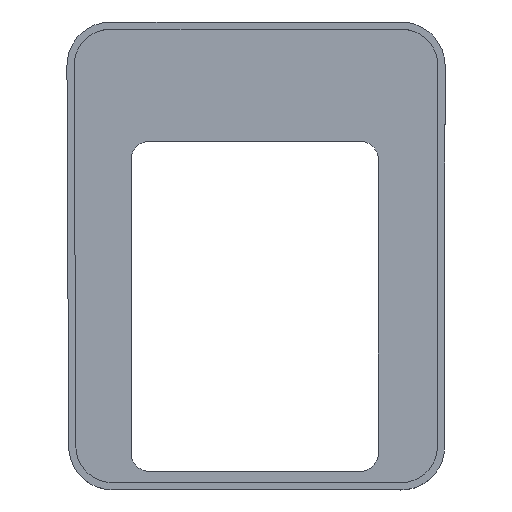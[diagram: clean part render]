
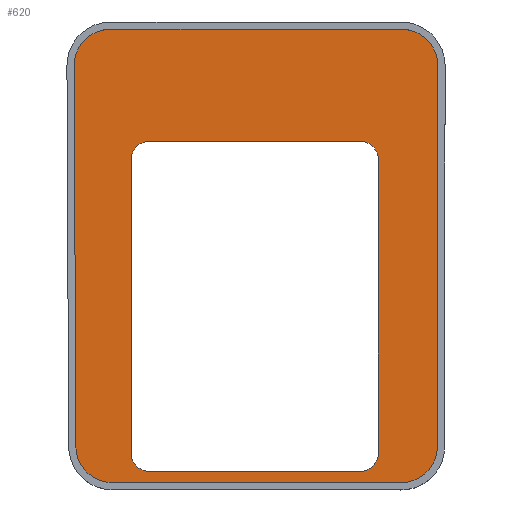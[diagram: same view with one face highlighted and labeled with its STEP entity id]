
A CAD part, top view. The second image highlights one B-rep face of the part: STEP entity #620.
In plain terms, the highlighted planar face has unit normal (0, 0, 1).
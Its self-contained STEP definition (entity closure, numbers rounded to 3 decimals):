
#16=FACE_BOUND('',#103,.T.);
#18=CIRCLE('',#643,4.);
#20=CIRCLE('',#647,4.);
#22=CIRCLE('',#651,4.);
#24=CIRCLE('',#655,4.);
#31=CIRCLE('',#666,8.054);
#32=CIRCLE('',#670,8.056);
#33=CIRCLE('',#671,8.148);
#34=CIRCLE('',#672,8.054);
#68=FACE_OUTER_BOUND('',#102,.T.);
#102=EDGE_LOOP('',(#476,#477,#478,#479,#480,#481,#482,#483,#484,#485,#486));
#103=EDGE_LOOP('',(#487,#488,#489,#490,#491,#492,#493,#494));
#123=LINE('',#884,#189);
#128=LINE('',#898,#194);
#132=LINE('',#910,#198);
#136=LINE('',#922,#202);
#148=LINE('',#959,#214);
#152=LINE('',#966,#218);
#156=LINE('',#978,#222);
#159=LINE('',#984,#225);
#160=LINE('',#988,#226);
#161=LINE('',#992,#227);
#162=LINE('',#994,#228);
#189=VECTOR('',#702,10.);
#194=VECTOR('',#715,10.);
#198=VECTOR('',#727,10.);
#202=VECTOR('',#739,10.);
#214=VECTOR('',#769,10.);
#218=VECTOR('',#775,10.);
#222=VECTOR('',#787,10.);
#225=VECTOR('',#792,10.);
#226=VECTOR('',#795,10.);
#227=VECTOR('',#798,10.);
#228=VECTOR('',#799,10.);
#255=VERTEX_POINT('',#882);
#256=VERTEX_POINT('',#883);
#259=VERTEX_POINT('',#891);
#261=VERTEX_POINT('',#897);
#263=VERTEX_POINT('',#903);
#265=VERTEX_POINT('',#909);
#267=VERTEX_POINT('',#915);
#269=VERTEX_POINT('',#921);
#284=VERTEX_POINT('',#956);
#285=VERTEX_POINT('',#958);
#287=VERTEX_POINT('',#964);
#289=VERTEX_POINT('',#970);
#291=VERTEX_POINT('',#976);
#293=VERTEX_POINT('',#982);
#294=VERTEX_POINT('',#986);
#295=VERTEX_POINT('',#987);
#296=VERTEX_POINT('',#989);
#297=VERTEX_POINT('',#991);
#298=VERTEX_POINT('',#993);
#315=EDGE_CURVE('',#255,#256,#123,.T.);
#319=EDGE_CURVE('',#256,#259,#18,.T.);
#322=EDGE_CURVE('',#259,#261,#128,.T.);
#325=EDGE_CURVE('',#261,#263,#20,.T.);
#328=EDGE_CURVE('',#263,#265,#132,.T.);
#331=EDGE_CURVE('',#265,#267,#22,.T.);
#334=EDGE_CURVE('',#267,#269,#136,.T.);
#337=EDGE_CURVE('',#269,#255,#24,.T.);
#352=EDGE_CURVE('',#284,#285,#148,.T.);
#356=EDGE_CURVE('',#287,#284,#152,.T.);
#359=EDGE_CURVE('',#289,#287,#31,.T.);
#362=EDGE_CURVE('',#291,#289,#156,.T.);
#365=EDGE_CURVE('',#293,#291,#159,.T.);
#366=EDGE_CURVE('',#294,#295,#160,.F.);
#367=EDGE_CURVE('',#296,#294,#32,.F.);
#368=EDGE_CURVE('',#297,#296,#161,.F.);
#369=EDGE_CURVE('',#298,#297,#162,.F.);
#370=EDGE_CURVE('',#285,#298,#33,.F.);
#371=EDGE_CURVE('',#295,#293,#34,.F.);
#476=ORIENTED_EDGE('',*,*,#366,.F.);
#477=ORIENTED_EDGE('',*,*,#367,.F.);
#478=ORIENTED_EDGE('',*,*,#368,.F.);
#479=ORIENTED_EDGE('',*,*,#369,.F.);
#480=ORIENTED_EDGE('',*,*,#370,.F.);
#481=ORIENTED_EDGE('',*,*,#352,.F.);
#482=ORIENTED_EDGE('',*,*,#356,.F.);
#483=ORIENTED_EDGE('',*,*,#359,.F.);
#484=ORIENTED_EDGE('',*,*,#362,.F.);
#485=ORIENTED_EDGE('',*,*,#365,.F.);
#486=ORIENTED_EDGE('',*,*,#371,.F.);
#487=ORIENTED_EDGE('',*,*,#328,.T.);
#488=ORIENTED_EDGE('',*,*,#331,.T.);
#489=ORIENTED_EDGE('',*,*,#334,.T.);
#490=ORIENTED_EDGE('',*,*,#337,.T.);
#491=ORIENTED_EDGE('',*,*,#315,.T.);
#492=ORIENTED_EDGE('',*,*,#319,.T.);
#493=ORIENTED_EDGE('',*,*,#322,.T.);
#494=ORIENTED_EDGE('',*,*,#325,.T.);
#594=PLANE('',#669);
#620=ADVANCED_FACE('',(#68,#16),#594,.T.);
#643=AXIS2_PLACEMENT_3D('',#892,#708,#709);
#647=AXIS2_PLACEMENT_3D('',#904,#720,#721);
#651=AXIS2_PLACEMENT_3D('',#916,#732,#733);
#655=AXIS2_PLACEMENT_3D('',#927,#744,#745);
#666=AXIS2_PLACEMENT_3D('',#972,#781,#782);
#669=AXIS2_PLACEMENT_3D('',#985,#793,#794);
#670=AXIS2_PLACEMENT_3D('',#990,#796,#797);
#671=AXIS2_PLACEMENT_3D('',#995,#800,#801);
#672=AXIS2_PLACEMENT_3D('',#996,#802,#803);
#702=DIRECTION('',(0.,-1.,0.));
#708=DIRECTION('center_axis',(0.,0.,-1.));
#709=DIRECTION('ref_axis',(1.,0.,0.));
#715=DIRECTION('',(-1.,0.,0.));
#720=DIRECTION('center_axis',(0.,0.,-1.));
#721=DIRECTION('ref_axis',(0.,-1.,0.));
#727=DIRECTION('',(0.,1.,0.));
#732=DIRECTION('center_axis',(0.,0.,-1.));
#733=DIRECTION('ref_axis',(-1.,0.,0.));
#739=DIRECTION('',(1.,0.,0.));
#744=DIRECTION('center_axis',(0.,0.,-1.));
#745=DIRECTION('ref_axis',(0.,1.,0.));
#769=DIRECTION('',(1.,0.,0.));
#775=DIRECTION('',(1.,-0.007,0.));
#781=DIRECTION('center_axis',(0.,0.,-1.));
#782=DIRECTION('ref_axis',(-0.017,1.,0.));
#787=DIRECTION('',(-0.005,1.,0.));
#792=DIRECTION('',(0.007,1.,0.));
#793=DIRECTION('center_axis',(0.,0.,1.));
#794=DIRECTION('ref_axis',(-1.,0.,0.));
#795=DIRECTION('',(1.,-0.001,0.));
#796=DIRECTION('center_axis',(0.,0.,1.));
#797=DIRECTION('ref_axis',(-0.014,-1.,0.));
#798=DIRECTION('',(0.001,1.,0.));
#799=DIRECTION('',(-0.009,1.,0.));
#800=DIRECTION('center_axis',(0.,0.,1.));
#801=DIRECTION('ref_axis',(0.999,0.033,0.));
#802=DIRECTION('center_axis',(0.,0.,1.));
#803=DIRECTION('ref_axis',(-1.,-0.017,0.));
#882=CARTESIAN_POINT('',(86.183,-67.98,-11.818));
#883=CARTESIAN_POINT('',(86.183,-133.28,-11.818));
#884=CARTESIAN_POINT('',(86.183,-111.367,-11.818));
#891=CARTESIAN_POINT('',(82.183,-137.28,-11.818));
#892=CARTESIAN_POINT('Origin',(82.183,-133.28,-11.818));
#897=CARTESIAN_POINT('',(35.283,-137.28,-11.818));
#898=CARTESIAN_POINT('',(47.15,-137.28,-11.818));
#903=CARTESIAN_POINT('',(31.283,-133.28,-11.818));
#904=CARTESIAN_POINT('Origin',(35.283,-133.28,-11.818));
#909=CARTESIAN_POINT('',(31.283,-67.98,-11.818));
#910=CARTESIAN_POINT('',(31.283,-78.717,-11.818));
#915=CARTESIAN_POINT('',(35.283,-63.98,-11.818));
#916=CARTESIAN_POINT('Origin',(35.283,-67.98,-11.818));
#921=CARTESIAN_POINT('',(82.183,-63.98,-11.818));
#922=CARTESIAN_POINT('',(70.6,-63.98,-11.818));
#927=CARTESIAN_POINT('Origin',(82.183,-67.98,-11.818));
#956=CARTESIAN_POINT('',(26.792,-39.101,-11.818));
#958=CARTESIAN_POINT('',(91.27,-39.08,-11.818));
#959=CARTESIAN_POINT('',(75.135,-39.085,-11.818));
#964=CARTESIAN_POINT('',(26.512,-39.099,-11.818));
#966=CARTESIAN_POINT('',(43.069,-39.209,-11.818));
#970=CARTESIAN_POINT('',(18.615,-47.157,-11.818));
#972=CARTESIAN_POINT('Origin',(26.669,-47.152,-11.818));
#976=CARTESIAN_POINT('',(19.001,-131.609,-11.818));
#978=CARTESIAN_POINT('',(18.712,-68.395,-11.818));
#982=CARTESIAN_POINT('',(18.999,-131.888,-11.818));
#984=CARTESIAN_POINT('',(19.142,-110.403,-11.818));
#985=CARTESIAN_POINT('Origin',(59.017,-89.453,-11.818));
#986=CARTESIAN_POINT('',(91.383,-139.825,-11.818));
#987=CARTESIAN_POINT('',(27.057,-139.785,-11.818));
#988=CARTESIAN_POINT('',(43.021,-139.795,-11.818));
#989=CARTESIAN_POINT('',(99.326,-131.769,-11.818));
#990=CARTESIAN_POINT('Origin',(91.27,-131.77,-11.818));
#991=CARTESIAN_POINT('',(99.42,-47.229,-11.818));
#992=CARTESIAN_POINT('',(99.349,-110.634,-11.818));
#993=CARTESIAN_POINT('',(99.417,-46.945,-11.818));
#994=CARTESIAN_POINT('',(99.607,-68.163,-11.818));
#995=CARTESIAN_POINT('Origin',(91.274,-47.228,-11.818));
#996=CARTESIAN_POINT('Origin',(27.052,-131.731,-11.818));
